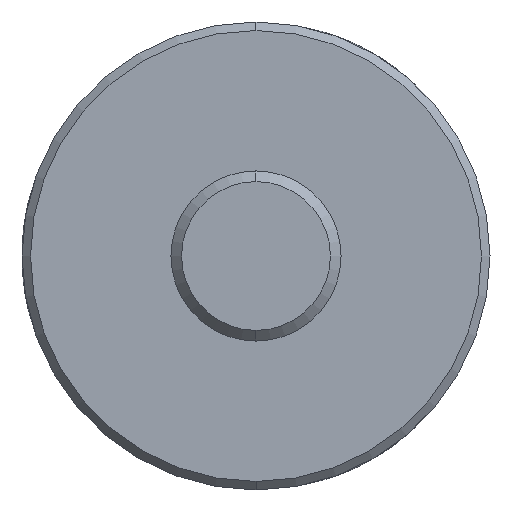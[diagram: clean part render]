
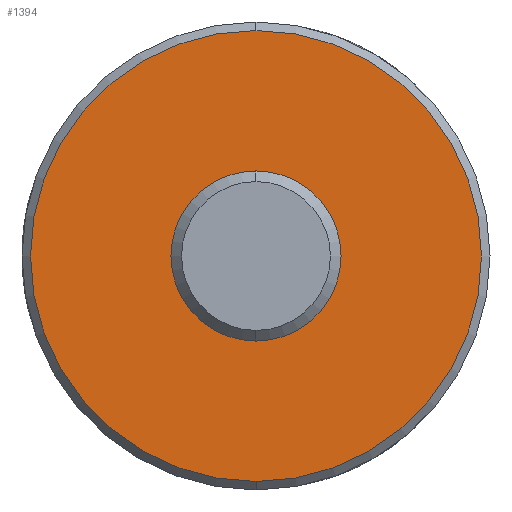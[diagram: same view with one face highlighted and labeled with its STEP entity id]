
A CAD part, left-side view. The second image highlights one B-rep face of the part: STEP entity #1394.
In plain terms, the highlighted planar face has unit normal (-1, 0, 0).
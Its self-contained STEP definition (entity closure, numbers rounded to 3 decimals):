
#29 = DIRECTION ( 'NONE',  ( 0., 0., -1. ) ) ;
#85 = CARTESIAN_POINT ( 'NONE',  ( -4., 0., 0. ) ) ;
#96 = DIRECTION ( 'NONE',  ( 0., 0., -1. ) ) ;
#99 = CARTESIAN_POINT ( 'NONE',  ( -4., 0., -5.3 ) ) ;
#187 = CIRCLE ( 'NONE', #789, 2. ) ;
#208 = CARTESIAN_POINT ( 'NONE',  ( -4., 0., 0. ) ) ;
#424 = AXIS2_PLACEMENT_3D ( 'NONE', #208, #1598, #436 ) ;
#436 = DIRECTION ( 'NONE',  ( 0., 0., -1. ) ) ;
#567 = CARTESIAN_POINT ( 'NONE',  ( -4., 0., 0. ) ) ;
#621 = VERTEX_POINT ( 'NONE', #1327 ) ;
#647 = VERTEX_POINT ( 'NONE', #1976 ) ;
#672 = EDGE_LOOP ( 'NONE', ( #1003, #2053 ) ) ;
#739 = EDGE_CURVE ( 'NONE', #1931, #621, #2446, .T. ) ;
#775 = CARTESIAN_POINT ( 'NONE',  ( -4., 0., 2. ) ) ;
#782 = AXIS2_PLACEMENT_3D ( 'NONE', #1383, #1005, #2349 ) ;
#789 = AXIS2_PLACEMENT_3D ( 'NONE', #85, #1838, #96 ) ;
#794 = DIRECTION ( 'NONE',  ( -1., 0., 0. ) ) ;
#867 = DIRECTION ( 'NONE',  ( 1., 0., 0. ) ) ;
#1003 = ORIENTED_EDGE ( 'NONE', *, *, #2131, .T. ) ;
#1005 = DIRECTION ( 'NONE',  ( -1., 0., 0. ) ) ;
#1073 = CARTESIAN_POINT ( 'NONE',  ( -4., 0., 0. ) ) ;
#1098 = EDGE_LOOP ( 'NONE', ( #1872, #1791 ) ) ;
#1099 = FACE_OUTER_BOUND ( 'NONE', #1098, .T. ) ;
#1276 = AXIS2_PLACEMENT_3D ( 'NONE', #1073, #867, #1865 ) ;
#1327 = CARTESIAN_POINT ( 'NONE',  ( -4., 0., 5.3 ) ) ;
#1383 = CARTESIAN_POINT ( 'NONE',  ( -4., 0., 0. ) ) ;
#1394 = ADVANCED_FACE ( 'NONE', ( #1099, #1839 ), #1876, .F. ) ;
#1598 = DIRECTION ( 'NONE',  ( 1., 0., 0. ) ) ;
#1782 = EDGE_CURVE ( 'NONE', #621, #1931, #2495, .T. ) ;
#1791 = ORIENTED_EDGE ( 'NONE', *, *, #1782, .T. ) ;
#1838 = DIRECTION ( 'NONE',  ( 1., 0., 0. ) ) ;
#1839 = FACE_BOUND ( 'NONE', #672, .T. ) ;
#1865 = DIRECTION ( 'NONE',  ( 0., 0., -1. ) ) ;
#1872 = ORIENTED_EDGE ( 'NONE', *, *, #739, .T. ) ;
#1876 = PLANE ( 'NONE',  #1276 ) ;
#1931 = VERTEX_POINT ( 'NONE', #99 ) ;
#1976 = CARTESIAN_POINT ( 'NONE',  ( -4., 0., -2. ) ) ;
#2053 = ORIENTED_EDGE ( 'NONE', *, *, #2202, .T. ) ;
#2107 = VERTEX_POINT ( 'NONE', #775 ) ;
#2131 = EDGE_CURVE ( 'NONE', #647, #2107, #2251, .T. ) ;
#2202 = EDGE_CURVE ( 'NONE', #2107, #647, #187, .T. ) ;
#2251 = CIRCLE ( 'NONE', #424, 2. ) ;
#2349 = DIRECTION ( 'NONE',  ( 0., 0., -1. ) ) ;
#2408 = AXIS2_PLACEMENT_3D ( 'NONE', #567, #794, #29 ) ;
#2446 = CIRCLE ( 'NONE', #2408, 5.3 ) ;
#2495 = CIRCLE ( 'NONE', #782, 5.3 ) ;
